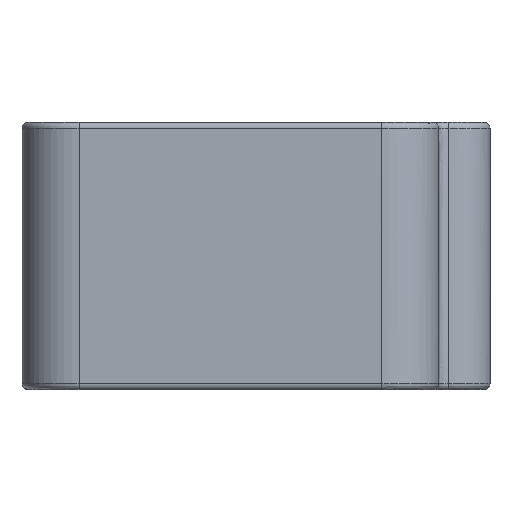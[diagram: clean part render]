
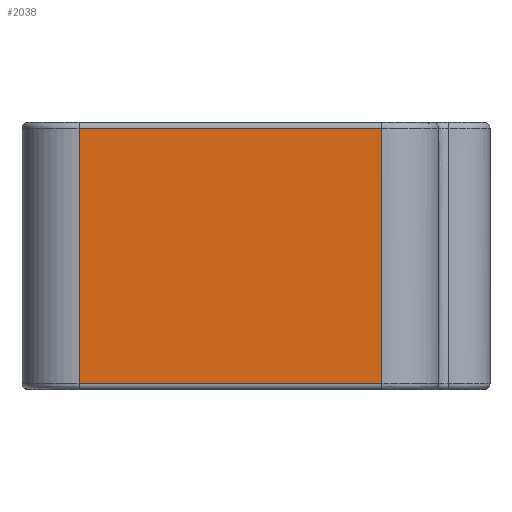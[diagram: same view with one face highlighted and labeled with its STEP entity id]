
A CAD part, left-side view. The second image highlights one B-rep face of the part: STEP entity #2038.
In plain terms, the highlighted planar face has unit normal (-1, 0, 0).
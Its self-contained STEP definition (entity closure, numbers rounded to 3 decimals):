
#40=PLANE('',#2252);
#146=LINE('',#4295,#264);
#158=LINE('',#4883,#276);
#159=LINE('',#4898,#277);
#160=LINE('',#4899,#278);
#264=VECTOR('',#2678,10.);
#276=VECTOR('',#2720,10.);
#277=VECTOR('',#2723,10.);
#278=VECTOR('',#2724,10.);
#440=FACE_OUTER_BOUND('',#580,.T.);
#580=EDGE_LOOP('',(#1735,#1736,#1737,#1738));
#934=VERTEX_POINT('',#4291);
#935=VERTEX_POINT('',#4293);
#950=VERTEX_POINT('',#4882);
#951=VERTEX_POINT('',#4897);
#1193=EDGE_CURVE('',#935,#934,#146,.T.);
#1222=EDGE_CURVE('',#950,#934,#158,.T.);
#1224=EDGE_CURVE('',#951,#935,#159,.T.);
#1225=EDGE_CURVE('',#950,#951,#160,.T.);
#1735=ORIENTED_EDGE('',*,*,#1193,.F.);
#1736=ORIENTED_EDGE('',*,*,#1224,.F.);
#1737=ORIENTED_EDGE('',*,*,#1225,.F.);
#1738=ORIENTED_EDGE('',*,*,#1222,.T.);
#2038=ADVANCED_FACE('',(#440),#40,.T.);
#2252=AXIS2_PLACEMENT_3D('',#4896,#2721,#2722);
#2678=DIRECTION('',(0.,1.,0.));
#2720=DIRECTION('',(0.,0.,-1.));
#2721=DIRECTION('center_axis',(-1.,0.,0.));
#2722=DIRECTION('ref_axis',(0.,1.,0.));
#2723=DIRECTION('',(0.,0.,-1.));
#2724=DIRECTION('',(0.,-1.,0.));
#4291=CARTESIAN_POINT('',(139.351,-102.299,-24.5));
#4293=CARTESIAN_POINT('',(139.351,-128.799,-24.5));
#4295=CARTESIAN_POINT('',(139.351,-123.299,-24.5));
#4882=CARTESIAN_POINT('',(139.351,-102.299,-2.1));
#4883=CARTESIAN_POINT('',(139.351,-102.299,-4.));
#4896=CARTESIAN_POINT('Origin',(139.351,-128.799,-4.));
#4897=CARTESIAN_POINT('',(139.351,-128.799,-2.1));
#4898=CARTESIAN_POINT('',(139.351,-128.799,-4.));
#4899=CARTESIAN_POINT('',(139.351,-123.299,-2.1));
